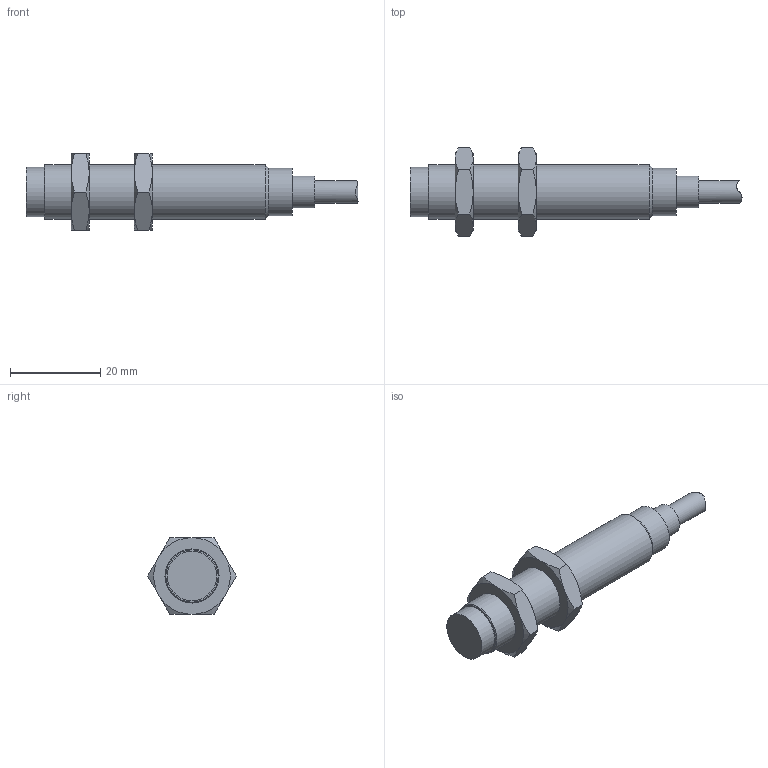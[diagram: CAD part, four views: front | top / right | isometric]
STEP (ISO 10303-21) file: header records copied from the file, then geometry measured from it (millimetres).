
FILE_DESCRIPTION( ( 'STEP AP214' ), '1' );
FILE_NAME( 'DW-HD-613-M12-200.stp', '2020-07-14T08:10:17', ( 'License CC BY-ND 4.0' ), ( 'CADENAS' ), ' ', 'PARTsolutions', ' ' );
FILE_SCHEMA( ( 'AUTOMOTIVE_DESIGN { 1 0 10303 214 1 1 1 1 }' ) );
Length unit declared in the file: millimetre
Products named in the file (1): _DW-HD-613-M12-200
Bounding box: 73.6 x 19.63 x 17 mm (x, y, z)
Volume: 7895.7 mm3; surface area: 3316.6 mm2
Topology: 1 solids, 1 shells, 55 faces, 112 edges, 66 vertices
Faces by surface type: cone 26, plane 20, cylinder 9
Full cylindrical faces by diameter (mm): 5 x1, 7 x1, 10.5 x1, 11 x1, 12 x3
Entity records: 2047 total; most frequent: CARTESIAN_POINT 559, ORIENTED_EDGE 202, DIRECTION 201, EDGE_CURVE 101, AXIS2_PLACEMENT_3D 94, EDGE_LOOP 71, VERTEX_POINT 64, FACE_OUTER_BOUND 62
